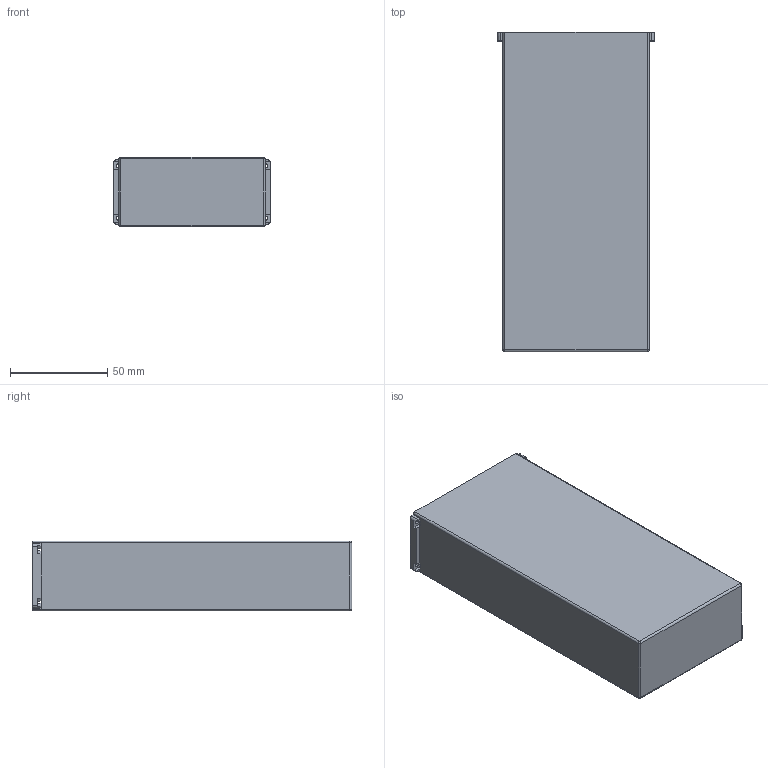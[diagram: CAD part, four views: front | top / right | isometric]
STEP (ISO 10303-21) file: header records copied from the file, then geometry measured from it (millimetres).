
FILE_DESCRIPTION (( 'STEP AP214' ), '1' );
FILE_NAME ('萇喀郪翋俋褲.STEP', '2026-02-08T10:31:59', ( '' ), ( '' ), 'SwSTEP 2.0', 'SolidWorks 2021', '' );
FILE_SCHEMA (( 'AUTOMOTIVE_DESIGN' ));
Length unit declared in the file: millimetre
Products named in the file (1): 萇喀郪翋俋褲
Bounding box: 80.2 x 164 x 35.9 mm (x, y, z)
Volume: 57116.3 mm3; surface area: 76014.7 mm2
Topology: 1 solids, 1 shells, 123 faces, 368 edges, 236 vertices
Faces by surface type: plane 75, cylinder 44, sphere 4
Entity records: 4172 total; most frequent: CARTESIAN_POINT 808, ORIENTED_EDGE 728, DIRECTION 664, EDGE_CURVE 364, LINE 272, VECTOR 272, VERTEX_POINT 236, AXIS2_PLACEMENT_3D 196
